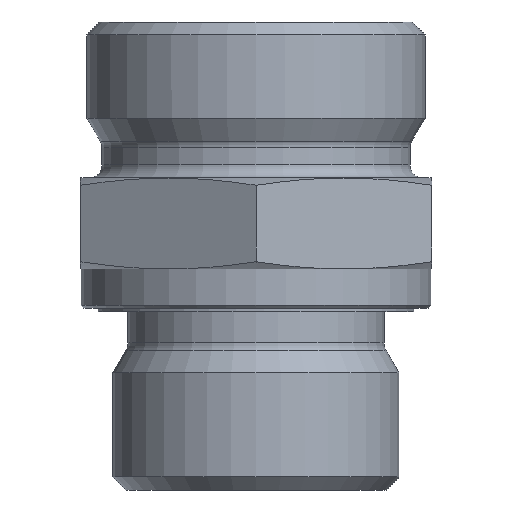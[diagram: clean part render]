
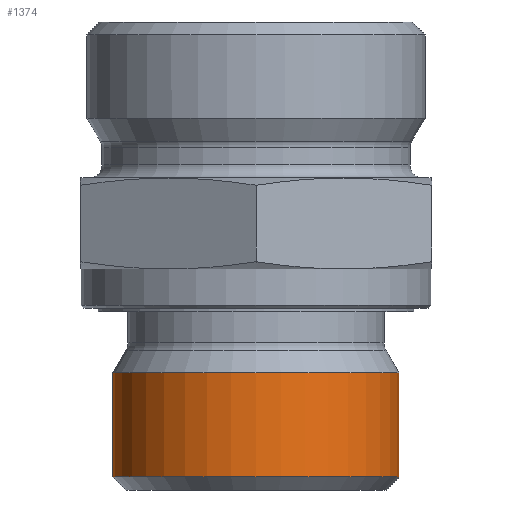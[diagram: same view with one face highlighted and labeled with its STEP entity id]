
A CAD part, front view. The second image highlights one B-rep face of the part: STEP entity #1374.
In plain terms, the highlighted cylindrical face has radius 11 mm (diameter 22 mm), a full revolution.
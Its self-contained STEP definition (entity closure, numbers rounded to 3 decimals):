
#1320=CARTESIAN_POINT('',(-16.435,7.59,9.008));
#1321=VERTEX_POINT('',#1320);
#1322=CARTESIAN_POINT('',(-5.435,7.59,9.008));
#1323=DIRECTION('',(0.0,0.0,-1.0));
#1324=DIRECTION('',(1.0,0.0,0.0));
#1325=AXIS2_PLACEMENT_3D('',#1322,#1323,#1324);
#1326=CIRCLE('',#1325,11.0);
#1327=EDGE_CURVE('',#1321,#1321,#1326,.T.);
#1340=CARTESIAN_POINT('',(-16.435,7.59,1.0));
#1341=VERTEX_POINT('',#1340);
#1342=CARTESIAN_POINT('',(-5.435,7.59,1.0));
#1343=DIRECTION('',(0.0,0.0,-1.0));
#1344=DIRECTION('',(1.0,0.0,0.0));
#1345=AXIS2_PLACEMENT_3D('',#1342,#1343,#1344);
#1346=CIRCLE('',#1345,11.0);
#1347=EDGE_CURVE('',#1341,#1341,#1346,.T.);
#1363=CARTESIAN_POINT('',(-5.435,7.59,0.0));
#1364=DIRECTION('',(0.0,0.0,1.0));
#1365=DIRECTION('',(1.0,0.0,0.0));
#1366=AXIS2_PLACEMENT_3D('',#1363,#1364,#1365);
#1367=CYLINDRICAL_SURFACE('',#1366,11.0);
#1368=ORIENTED_EDGE('',*,*,#1327,.T.);
#1369=EDGE_LOOP('',(#1368));
#1370=FACE_OUTER_BOUND('',#1369,.T.);
#1371=ORIENTED_EDGE('',*,*,#1347,.F.);
#1372=EDGE_LOOP('',(#1371));
#1373=FACE_BOUND('',#1372,.T.);
#1374=ADVANCED_FACE('',(#1370,#1373),#1367,.T.);
